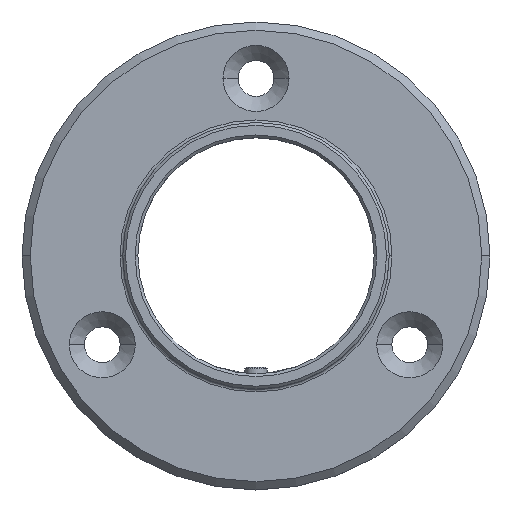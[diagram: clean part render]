
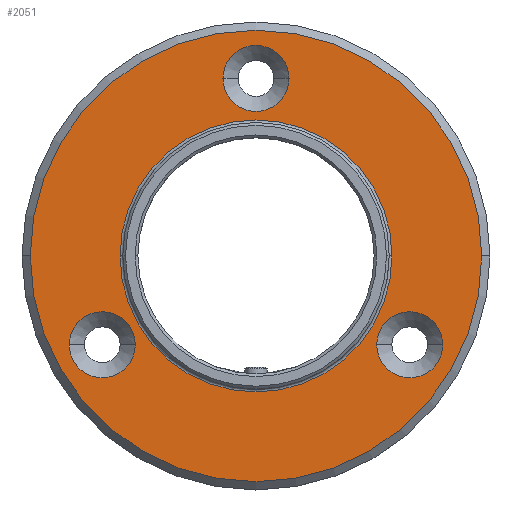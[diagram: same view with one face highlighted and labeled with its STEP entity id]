
A CAD part, top view. The second image highlights one B-rep face of the part: STEP entity #2051.
In plain terms, the highlighted planar face has unit normal (0, 0, 1).
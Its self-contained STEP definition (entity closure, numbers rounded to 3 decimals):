
#19 = AXIS2_PLACEMENT_3D ( 'NONE', #2744, #2809, #2107 ) ;
#29 = ORIENTED_EDGE ( 'NONE', *, *, #2696, .F. ) ;
#70 = CIRCLE ( 'NONE', #1844, 6. ) ;
#146 = CARTESIAN_POINT ( 'NONE',  ( 0., 0., 4.8 ) ) ;
#159 = EDGE_LOOP ( 'NONE', ( #174, #29 ) ) ;
#160 = CIRCLE ( 'NONE', #2926, 6. ) ;
#174 = ORIENTED_EDGE ( 'NONE', *, *, #971, .F. ) ;
#210 = DIRECTION ( 'NONE',  ( 1., 0., 0. ) ) ;
#231 = EDGE_CURVE ( 'NONE', #1681, #1797, #1021, .T. ) ;
#301 = EDGE_CURVE ( 'NONE', #1699, #1653, #1484, .T. ) ;
#307 = CIRCLE ( 'NONE', #1683, 41. ) ;
#391 = FACE_BOUND ( 'NONE', #1251, .T. ) ;
#448 = CARTESIAN_POINT ( 'NONE',  ( 41., 0., 4.8 ) ) ;
#452 = DIRECTION ( 'NONE',  ( 0., 0., -1. ) ) ;
#508 = AXIS2_PLACEMENT_3D ( 'NONE', #2061, #829, #847 ) ;
#519 = ORIENTED_EDGE ( 'NONE', *, *, #831, .F. ) ;
#553 = CARTESIAN_POINT ( 'NONE',  ( 6., 32.25, 4.8 ) ) ;
#568 = AXIS2_PLACEMENT_3D ( 'NONE', #2897, #1719, #912 ) ;
#586 = CARTESIAN_POINT ( 'NONE',  ( -27.929, -16.125, 4.8 ) ) ;
#588 = DIRECTION ( 'NONE',  ( 0., 0., 1. ) ) ;
#596 = CARTESIAN_POINT ( 'NONE',  ( 0., 32.25, 4.8 ) ) ;
#600 = EDGE_CURVE ( 'NONE', #2606, #1489, #307, .T. ) ;
#617 = DIRECTION ( 'NONE',  ( 1., 0., 0. ) ) ;
#624 = FACE_BOUND ( 'NONE', #1878, .T. ) ;
#689 = DIRECTION ( 'NONE',  ( 0., 0., 1. ) ) ;
#746 = CARTESIAN_POINT ( 'NONE',  ( -24.7, 0., 4.8 ) ) ;
#752 = CARTESIAN_POINT ( 'NONE',  ( 21.929, -16.125, 4.8 ) ) ;
#829 = DIRECTION ( 'NONE',  ( 0., 0., -1. ) ) ;
#831 = EDGE_CURVE ( 'NONE', #2749, #1344, #938, .T. ) ;
#847 = DIRECTION ( 'NONE',  ( 1., 0., 0. ) ) ;
#856 = FACE_BOUND ( 'NONE', #159, .T. ) ;
#867 = DIRECTION ( 'NONE',  ( 0., 0., 1. ) ) ;
#889 = AXIS2_PLACEMENT_3D ( 'NONE', #596, #2916, #2430 ) ;
#912 = DIRECTION ( 'NONE',  ( 1., 0., 0. ) ) ;
#938 = CIRCLE ( 'NONE', #1604, 6. ) ;
#939 = DIRECTION ( 'NONE',  ( 0., 0., 1. ) ) ;
#944 = ORIENTED_EDGE ( 'NONE', *, *, #231, .F. ) ;
#964 = AXIS2_PLACEMENT_3D ( 'NONE', #1758, #452, #2384 ) ;
#971 = EDGE_CURVE ( 'NONE', #1982, #1753, #1557, .T. ) ;
#1021 = CIRCLE ( 'NONE', #2189, 6. ) ;
#1068 = CARTESIAN_POINT ( 'NONE',  ( -41., 0., 4.8 ) ) ;
#1074 = ORIENTED_EDGE ( 'NONE', *, *, #1812, .F. ) ;
#1082 = CARTESIAN_POINT ( 'NONE',  ( -27.929, -16.125, 4.8 ) ) ;
#1127 = CARTESIAN_POINT ( 'NONE',  ( 0., 0., 4.8 ) ) ;
#1134 = FACE_BOUND ( 'NONE', #1392, .T. ) ;
#1251 = EDGE_LOOP ( 'NONE', ( #944, #1574 ) ) ;
#1344 = VERTEX_POINT ( 'NONE', #1787 ) ;
#1392 = EDGE_LOOP ( 'NONE', ( #3104, #2945 ) ) ;
#1435 = CIRCLE ( 'NONE', #568, 6. ) ;
#1436 = CARTESIAN_POINT ( 'NONE',  ( 27.929, -16.125, 4.8 ) ) ;
#1471 = CIRCLE ( 'NONE', #508, 24.7 ) ;
#1484 = CIRCLE ( 'NONE', #964, 24.7 ) ;
#1489 = VERTEX_POINT ( 'NONE', #1068 ) ;
#1537 = EDGE_CURVE ( 'NONE', #1653, #1699, #1471, .T. ) ;
#1557 = CIRCLE ( 'NONE', #889, 6. ) ;
#1574 = ORIENTED_EDGE ( 'NONE', *, *, #2454, .F. ) ;
#1581 = PLANE ( 'NONE',  #19 ) ;
#1604 = AXIS2_PLACEMENT_3D ( 'NONE', #1436, #939, #2579 ) ;
#1653 = VERTEX_POINT ( 'NONE', #2554 ) ;
#1681 = VERTEX_POINT ( 'NONE', #3076 ) ;
#1683 = AXIS2_PLACEMENT_3D ( 'NONE', #1127, #867, #617 ) ;
#1692 = EDGE_LOOP ( 'NONE', ( #2741, #2583 ) ) ;
#1699 = VERTEX_POINT ( 'NONE', #746 ) ;
#1719 = DIRECTION ( 'NONE',  ( 0., 0., 1. ) ) ;
#1753 = VERTEX_POINT ( 'NONE', #2143 ) ;
#1758 = CARTESIAN_POINT ( 'NONE',  ( 0., 0., 4.8 ) ) ;
#1787 = CARTESIAN_POINT ( 'NONE',  ( 33.929, -16.125, 4.8 ) ) ;
#1797 = VERTEX_POINT ( 'NONE', #2622 ) ;
#1812 = EDGE_CURVE ( 'NONE', #1344, #2749, #1435, .T. ) ;
#1815 = DIRECTION ( 'NONE',  ( 0., 0., 1. ) ) ;
#1829 = DIRECTION ( 'NONE',  ( 1., 0., 0. ) ) ;
#1844 = AXIS2_PLACEMENT_3D ( 'NONE', #1914, #689, #210 ) ;
#1878 = EDGE_LOOP ( 'NONE', ( #1074, #519 ) ) ;
#1914 = CARTESIAN_POINT ( 'NONE',  ( 0., 32.25, 4.8 ) ) ;
#1982 = VERTEX_POINT ( 'NONE', #553 ) ;
#2022 = DIRECTION ( 'NONE',  ( 1., 0., 0. ) ) ;
#2051 = ADVANCED_FACE ( 'NONE', ( #2513, #1134, #624, #391, #856 ), #1581, .T. ) ;
#2054 = DIRECTION ( 'NONE',  ( 0., 0., 1. ) ) ;
#2061 = CARTESIAN_POINT ( 'NONE',  ( 0., 0., 4.8 ) ) ;
#2107 = DIRECTION ( 'NONE',  ( 1., 0., 0. ) ) ;
#2143 = CARTESIAN_POINT ( 'NONE',  ( -6., 32.25, 4.8 ) ) ;
#2189 = AXIS2_PLACEMENT_3D ( 'NONE', #1082, #1815, #1829 ) ;
#2284 = CIRCLE ( 'NONE', #2827, 41. ) ;
#2384 = DIRECTION ( 'NONE',  ( 1., 0., 0. ) ) ;
#2430 = DIRECTION ( 'NONE',  ( 1., 0., 0. ) ) ;
#2454 = EDGE_CURVE ( 'NONE', #1797, #1681, #160, .T. ) ;
#2513 = FACE_OUTER_BOUND ( 'NONE', #1692, .T. ) ;
#2554 = CARTESIAN_POINT ( 'NONE',  ( 24.7, 0., 4.8 ) ) ;
#2579 = DIRECTION ( 'NONE',  ( 1., 0., 0. ) ) ;
#2583 = ORIENTED_EDGE ( 'NONE', *, *, #600, .T. ) ;
#2606 = VERTEX_POINT ( 'NONE', #448 ) ;
#2622 = CARTESIAN_POINT ( 'NONE',  ( -33.929, -16.125, 4.8 ) ) ;
#2696 = EDGE_CURVE ( 'NONE', #1753, #1982, #70, .T. ) ;
#2741 = ORIENTED_EDGE ( 'NONE', *, *, #2884, .T. ) ;
#2744 = CARTESIAN_POINT ( 'NONE',  ( 0., 0., 4.8 ) ) ;
#2749 = VERTEX_POINT ( 'NONE', #752 ) ;
#2809 = DIRECTION ( 'NONE',  ( 0., 0., 1. ) ) ;
#2827 = AXIS2_PLACEMENT_3D ( 'NONE', #146, #588, #2022 ) ;
#2884 = EDGE_CURVE ( 'NONE', #1489, #2606, #2284, .T. ) ;
#2897 = CARTESIAN_POINT ( 'NONE',  ( 27.929, -16.125, 4.8 ) ) ;
#2916 = DIRECTION ( 'NONE',  ( 0., 0., 1. ) ) ;
#2926 = AXIS2_PLACEMENT_3D ( 'NONE', #586, #2054, #2958 ) ;
#2945 = ORIENTED_EDGE ( 'NONE', *, *, #301, .T. ) ;
#2958 = DIRECTION ( 'NONE',  ( 1., 0., 0. ) ) ;
#3076 = CARTESIAN_POINT ( 'NONE',  ( -21.929, -16.125, 4.8 ) ) ;
#3104 = ORIENTED_EDGE ( 'NONE', *, *, #1537, .T. ) ;
